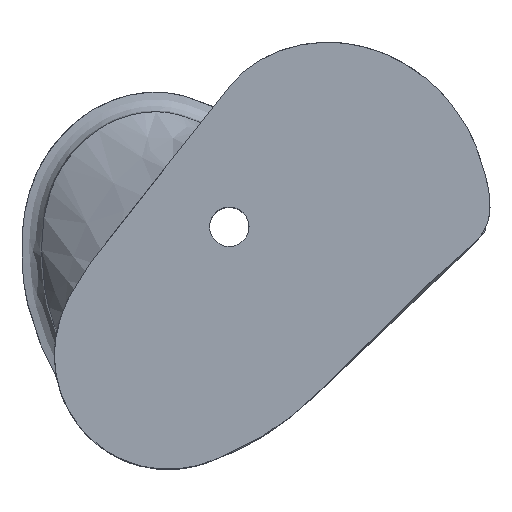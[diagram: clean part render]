
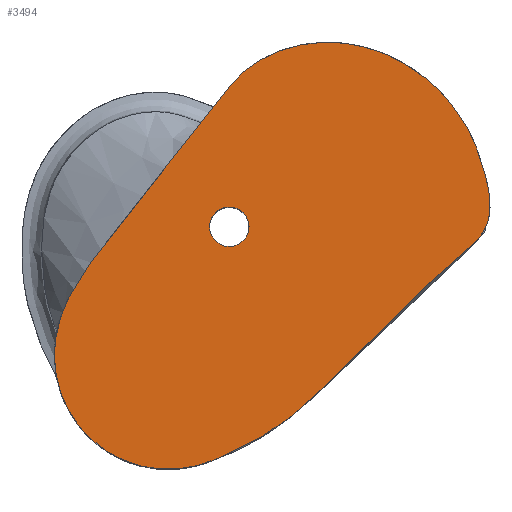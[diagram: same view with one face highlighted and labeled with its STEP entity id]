
A CAD part, top view. The second image highlights one B-rep face of the part: STEP entity #3494.
In plain terms, the highlighted planar face has unit normal (0, 0, 1).
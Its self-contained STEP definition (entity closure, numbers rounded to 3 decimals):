
#63 = DIRECTION ( 'NONE',  ( 1., 0., 0. ) ) ;
#130 = CARTESIAN_POINT ( 'NONE',  ( -0.2, 11.051, 10. ) ) ;
#191 = CARTESIAN_POINT ( 'NONE',  ( -5.06, 4.844, 10. ) ) ;
#201 = ORIENTED_EDGE ( 'NONE', *, *, #4414, .T. ) ;
#220 = CARTESIAN_POINT ( 'NONE',  ( 19.389, 7.606, 10. ) ) ;
#264 = CARTESIAN_POINT ( 'NONE',  ( 20.652, 0.11, 10. ) ) ;
#293 = CARTESIAN_POINT ( 'NONE',  ( -10.909, -17.324, 10. ) ) ;
#308 = CARTESIAN_POINT ( 'NONE',  ( -11.144, -2.825, 10. ) ) ;
#332 = DIRECTION ( 'NONE',  ( 1., 0., 0. ) ) ;
#536 = CARTESIAN_POINT ( 'NONE',  ( -13.42, -6.842, 10. ) ) ;
#590 = B_SPLINE_CURVE_WITH_KNOTS ( 'NONE', 3,
 ( #5349, #2934, #536, #1972, #1486, #3893, #3412, #293, #2196, #5072, #804, #5580, #2666, #2728, #6123, #6091, #1758, #4096, #2636, #5521, #1191, #5610, #5642, #739, #4604, #5550, #264 ),
 .UNSPECIFIED., .F., .F.,
 ( 4, 1, 1, 1, 1, 1, 1, 1, 1, 1, 1, 1, 1, 1, 1, 1, 1, 1, 1, 1, 1, 1, 1, 1, 4 ),
 ( 0.5, 0.508, 0.531, 0.555, 0.578, 0.602, 0.621, 0.645, 0.664, 0.688, 0.711, 0.73, 0.75, 0.77, 0.789, 0.809, 0.824, 0.84, 0.855, 0.871, 0.887, 0.906, 0.922, 0.941, 1. ),
 .UNSPECIFIED. ) ;
#635 = CARTESIAN_POINT ( 'NONE',  ( 20.652, 0.11, 10. ) ) ;
#640 = EDGE_LOOP ( 'NONE', ( #201, #3320 ) ) ;
#663 = CARTESIAN_POINT ( 'NONE',  ( -1.182, 9.749, 10. ) ) ;
#694 = CARTESIAN_POINT ( 'NONE',  ( -7.669, 1.535, 10. ) ) ;
#727 = CARTESIAN_POINT ( 'NONE',  ( 8.592, 14.872, 10. ) ) ;
#739 = CARTESIAN_POINT ( 'NONE',  ( 15.255, -5.622, 10. ) ) ;
#804 = CARTESIAN_POINT ( 'NONE',  ( -4.574, -19.576, 10. ) ) ;
#854 = FACE_OUTER_BOUND ( 'NONE', #640, .T. ) ;
#918 = FACE_BOUND ( 'NONE', #4135, .T. ) ;
#1078 = CARTESIAN_POINT ( 'NONE',  ( 14.72, 12.784, 10. ) ) ;
#1084 = ORIENTED_EDGE ( 'NONE', *, *, #1156, .F. ) ;
#1156 = EDGE_CURVE ( 'NONE', #1623, #5354, #2096, .T. ) ;
#1174 = CARTESIAN_POINT ( 'NONE',  ( 1.587, 0., 10. ) ) ;
#1191 = CARTESIAN_POINT ( 'NONE',  ( 11.198, -9.347, 10. ) ) ;
#1393 = PLANE ( 'NONE',  #4628 ) ;
#1486 = CARTESIAN_POINT ( 'NONE',  ( -14.103, -11.135, 10. ) ) ;
#1552 = CARTESIAN_POINT ( 'NONE',  ( 4.28, 14.283, 10. ) ) ;
#1585 = CARTESIAN_POINT ( 'NONE',  ( -5.565, 4.203, 10. ) ) ;
#1618 = CARTESIAN_POINT ( 'NONE',  ( 20.652, 0.11, 10. ) ) ;
#1623 = VERTEX_POINT ( 'NONE', #3972 ) ;
#1646 = CARTESIAN_POINT ( 'NONE',  ( -6.07, 3.563, 10. ) ) ;
#1713 = CARTESIAN_POINT ( 'NONE',  ( -9.102, -0.279, 10. ) ) ;
#1758 = CARTESIAN_POINT ( 'NONE',  ( 6.437, -13.995, 10. ) ) ;
#1836 = CARTESIAN_POINT ( 'NONE',  ( -12.121, -4.298, 10. ) ) ;
#1870 = DIRECTION ( 'NONE',  ( 0., 0., 1. ) ) ;
#1972 = CARTESIAN_POINT ( 'NONE',  ( -14.011, -8.663, 10. ) ) ;
#2063 = CARTESIAN_POINT ( 'NONE',  ( -3.461, 6.872, 10. ) ) ;
#2096 = CIRCLE ( 'NONE', #2395, 1.587 ) ;
#2104 = ORIENTED_EDGE ( 'NONE', *, *, #4850, .F. ) ;
#2122 = CARTESIAN_POINT ( 'NONE',  ( 20.495, 4.611, 10. ) ) ;
#2196 = CARTESIAN_POINT ( 'NONE',  ( -9.084, -18.55, 10. ) ) ;
#2218 = VERTEX_POINT ( 'NONE', #3862 ) ;
#2395 = AXIS2_PLACEMENT_3D ( 'NONE', #2929, #4863, #63 ) ;
#2559 = CARTESIAN_POINT ( 'NONE',  ( 12.82, 13.827, 10. ) ) ;
#2590 = CARTESIAN_POINT ( 'NONE',  ( -2.787, 7.726, 10. ) ) ;
#2636 = CARTESIAN_POINT ( 'NONE',  ( 8.869, -11.622, 10. ) ) ;
#2666 = CARTESIAN_POINT ( 'NONE',  ( -0.261, -18.343, 10. ) ) ;
#2705 = EDGE_CURVE ( 'NONE', #2218, #4316, #590, .T. ) ;
#2728 = CARTESIAN_POINT ( 'NONE',  ( 1.584, -17.477, 10. ) ) ;
#2898 = DIRECTION ( 'NONE',  ( 1., 0., 0. ) ) ;
#2929 = CARTESIAN_POINT ( 'NONE',  ( 0., 0., 10. ) ) ;
#2934 = CARTESIAN_POINT ( 'NONE',  ( -12.956, -5.857, 10. ) ) ;
#2998 = CARTESIAN_POINT ( 'NONE',  ( 0.982, 12.373, 10. ) ) ;
#3320 = ORIENTED_EDGE ( 'NONE', *, *, #2705, .T. ) ;
#3401 = CIRCLE ( 'NONE', #5736, 1.587 ) ;
#3412 = CARTESIAN_POINT ( 'NONE',  ( -12.466, -15.601, 10. ) ) ;
#3494 = ADVANCED_FACE ( 'NONE', ( #918, #854 ), #1393, .T. ) ;
#3510 = CARTESIAN_POINT ( 'NONE',  ( -6.575, 2.922, 10. ) ) ;
#3544 = CARTESIAN_POINT ( 'NONE',  ( 10.745, 14.527, 10. ) ) ;
#3572 = CARTESIAN_POINT ( 'NONE',  ( -7.08, 2.282, 10. ) ) ;
#3661 = DIRECTION ( 'NONE',  ( 0., 0., 1. ) ) ;
#3667 = CARTESIAN_POINT ( 'NONE',  ( -12.65, -5.25, 10. ) ) ;
#3731 = CARTESIAN_POINT ( 'NONE',  ( 0., 0., 10. ) ) ;
#3862 = CARTESIAN_POINT ( 'NONE',  ( -12.834, -5.614, 10. ) ) ;
#3893 = CARTESIAN_POINT ( 'NONE',  ( -13.564, -13.54, 10. ) ) ;
#3972 = CARTESIAN_POINT ( 'NONE',  ( -1.587, 0., 10. ) ) ;
#3987 = CARTESIAN_POINT ( 'NONE',  ( 2.551, 13.473, 10. ) ) ;
#4096 = CARTESIAN_POINT ( 'NONE',  ( 7.698, -12.756, 10. ) ) ;
#4135 = EDGE_LOOP ( 'NONE', ( #2104, #1084 ) ) ;
#4210 = CARTESIAN_POINT ( 'NONE',  ( -8.341, 0.68, 10. ) ) ;
#4293 = B_SPLINE_CURVE_WITH_KNOTS ( 'NONE', 3,
 ( #1618, #5059, #2122, #220, #5920, #5885, #1078, #2559, #3544, #727, #4996, #1552, #3987, #2998, #130, #663, #4933, #2590, #2063, #4528, #5028, #191, #1585, #1646, #3510, #3572, #694, #4210, #1713, #4680, #308, #1836, #3667, #6076 ),
 .UNSPECIFIED., .F., .F.,
 ( 4, 1, 1, 1, 1, 1, 1, 1, 1, 1, 1, 1, 1, 1, 1, 1, 1, 1, 1, 1, 1, 1, 1, 1, 1, 1, 1, 1, 1, 1, 1, 4 ),
 ( 0., 0.055, 0.074, 0.098, 0.121, 0.141, 0.164, 0.184, 0.203, 0.227, 0.246, 0.266, 0.281, 0.301, 0.316, 0.328, 0.34, 0.352, 0.359, 0.367, 0.375, 0.383, 0.391, 0.398, 0.406, 0.414, 0.426, 0.437, 0.449, 0.469, 0.488, 0.5 ),
 .UNSPECIFIED. ) ;
#4316 = VERTEX_POINT ( 'NONE', #635 ) ;
#4414 = EDGE_CURVE ( 'NONE', #4316, #2218, #4293, .T. ) ;
#4528 = CARTESIAN_POINT ( 'NONE',  ( -4.05, 6.125, 10. ) ) ;
#4604 = CARTESIAN_POINT ( 'NONE',  ( 17.092, -3.159, 10. ) ) ;
#4628 = AXIS2_PLACEMENT_3D ( 'NONE', #3731, #1870, #2898 ) ;
#4680 = CARTESIAN_POINT ( 'NONE',  ( -10.018, -1.46, 10. ) ) ;
#4850 = EDGE_CURVE ( 'NONE', #5354, #1623, #3401, .T. ) ;
#4863 = DIRECTION ( 'NONE',  ( 0., 0., 1. ) ) ;
#4933 = CARTESIAN_POINT ( 'NONE',  ( -2.033, 8.689, 10. ) ) ;
#4996 = CARTESIAN_POINT ( 'NONE',  ( 6.406, 14.796, 10. ) ) ;
#5028 = CARTESIAN_POINT ( 'NONE',  ( -4.555, 5.484, 10. ) ) ;
#5059 = CARTESIAN_POINT ( 'NONE',  ( 21.307, 1.728, 10. ) ) ;
#5072 = CARTESIAN_POINT ( 'NONE',  ( -6.899, -19.332, 10. ) ) ;
#5349 = CARTESIAN_POINT ( 'NONE',  ( -12.834, -5.614, 10. ) ) ;
#5354 = VERTEX_POINT ( 'NONE', #1174 ) ;
#5521 = CARTESIAN_POINT ( 'NONE',  ( 10.051, -10.491, 10. ) ) ;
#5550 = CARTESIAN_POINT ( 'NONE',  ( 19.949, -1.623, 10. ) ) ;
#5580 = CARTESIAN_POINT ( 'NONE',  ( -2.283, -19.16, 10. ) ) ;
#5610 = CARTESIAN_POINT ( 'NONE',  ( 12.522, -8.139, 10. ) ) ;
#5642 = CARTESIAN_POINT ( 'NONE',  ( 13.681, -6.868, 10. ) ) ;
#5650 = CARTESIAN_POINT ( 'NONE',  ( 0., 0., 10. ) ) ;
#5736 = AXIS2_PLACEMENT_3D ( 'NONE', #5650, #3661, #332 ) ;
#5885 = CARTESIAN_POINT ( 'NONE',  ( 16.562, 11.324, 10. ) ) ;
#5920 = CARTESIAN_POINT ( 'NONE',  ( 18.063, 9.636, 10. ) ) ;
#6076 = CARTESIAN_POINT ( 'NONE',  ( -12.834, -5.614, 10. ) ) ;
#6091 = CARTESIAN_POINT ( 'NONE',  ( 4.999, -15.243, 10. ) ) ;
#6123 = CARTESIAN_POINT ( 'NONE',  ( 3.336, -16.426, 10. ) ) ;
